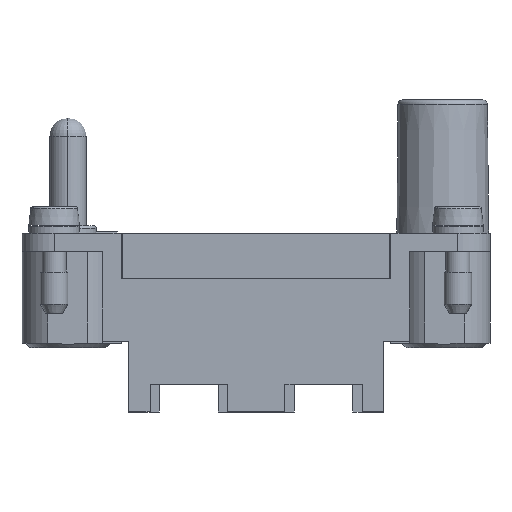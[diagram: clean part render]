
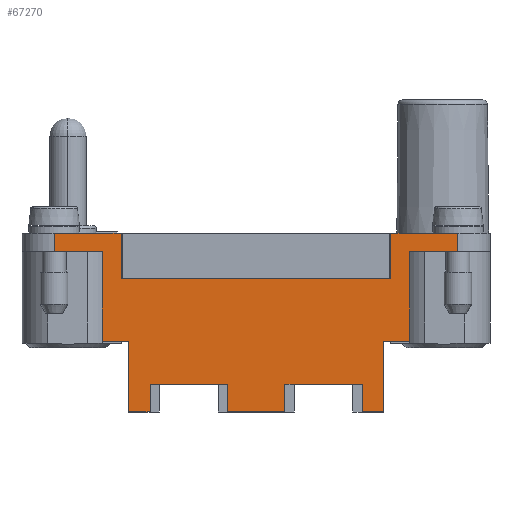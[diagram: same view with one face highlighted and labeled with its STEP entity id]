
A CAD part, front view. The second image highlights one B-rep face of the part: STEP entity #67270.
In plain terms, the highlighted face is planar.
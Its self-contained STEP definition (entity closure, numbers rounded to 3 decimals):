
#6020=CARTESIAN_POINT('',(26.648,38.557,-34.));
#6030=VERTEX_POINT('',#6020);
#6060=CARTESIAN_POINT('',(26.648,0.,-34.));
#6070=DIRECTION('',(0.,1.,0.));
#6080=VECTOR('',#6070,1.);
#6090=LINE('',#6060,#6080);
#6100=CARTESIAN_POINT('',(26.648,43.557,-34.));
#6110=VERTEX_POINT('',#6100);
#6120=EDGE_CURVE('',#6030,#6110,#6090,.T.);
#8380=CARTESIAN_POINT('',(8.788,24.057,-34.));
#8390=VERTEX_POINT('',#8380);
#8420=CARTESIAN_POINT('',(8.788,0.,-34.));
#8430=DIRECTION('',(0.,1.,0.));
#8440=VECTOR('',#8430,1.);
#8450=LINE('',#8420,#8440);
#8460=CARTESIAN_POINT('',(8.788,27.057,-34.));
#8470=VERTEX_POINT('',#8460);
#8480=EDGE_CURVE('',#8390,#8470,#8450,.T.);
#11480=CARTESIAN_POINT('',(-4.802,31.757,-34.));
#11490=VERTEX_POINT('',#11480);
#11520=CARTESIAN_POINT('',(-4.802,0.,-34.));
#11530=DIRECTION('',(0.,-1.,0.));
#11540=VECTOR('',#11530,1.);
#11550=LINE('',#11520,#11540);
#11560=CARTESIAN_POINT('',(-4.802,41.557,-34.));
#11570=VERTEX_POINT('',#11560);
#11580=EDGE_CURVE('',#11570,#11490,#11550,.T.);
#14660=CARTESIAN_POINT('',(-2.752,43.557,-34.));
#14670=VERTEX_POINT('',#14660);
#14700=CARTESIAN_POINT('',(-2.752,0.,-34.));
#14710=DIRECTION('',(0.,-1.,0.));
#14720=VECTOR('',#14710,1.);
#14730=LINE('',#14700,#14720);
#14740=CARTESIAN_POINT('',(-2.752,38.557,-34.));
#14750=VERTEX_POINT('',#14740);
#14760=EDGE_CURVE('',#14670,#14750,#14730,.T.);
#19130=CARTESIAN_POINT('',(-10.052,43.557,-34.));
#19140=VERTEX_POINT('',#19130);
#19170=CARTESIAN_POINT('',(-4.752,43.557,-34.));
#19180=DIRECTION('',(1.,0.,0.));
#19190=VECTOR('',#19180,1.);
#19200=LINE('',#19170,#19190);
#19210=EDGE_CURVE('',#19140,#14670,#19200,.T.);
#24070=CARTESIAN_POINT('',(-10.052,41.557,-34.));
#24080=VERTEX_POINT('',#24070);
#24110=CARTESIAN_POINT('',(-10.052,0.,-34.));
#24120=DIRECTION('',(0.,-1.,0.));
#24130=VECTOR('',#24120,1.);
#24140=LINE('',#24110,#24130);
#24150=EDGE_CURVE('',#19140,#24080,#24140,.T.);
#26650=CARTESIAN_POINT('',(33.948,41.557,-34.));
#26660=VERTEX_POINT('',#26650);
#26750=CARTESIAN_POINT('',(33.948,43.557,-34.));
#26760=VERTEX_POINT('',#26750);
#26790=CARTESIAN_POINT('',(33.948,0.,-34.));
#26800=DIRECTION('',(0.,-1.,0.));
#26810=VECTOR('',#26800,1.);
#26820=LINE('',#26790,#26810);
#26830=EDGE_CURVE('',#26760,#26660,#26820,.T.);
#29040=CARTESIAN_POINT('',(28.698,31.757,-34.));
#29050=VERTEX_POINT('',#29040);
#29080=CARTESIAN_POINT('',(0.,31.757,-34.));
#29090=DIRECTION('',(1.,0.,0.));
#29100=VECTOR('',#29090,1.);
#29110=LINE('',#29080,#29100);
#29120=CARTESIAN_POINT('',(25.848,31.757,-34.));
#29130=VERTEX_POINT('',#29120);
#29140=EDGE_CURVE('',#29130,#29050,#29110,.T.);
#29920=CARTESIAN_POINT('',(-1.952,0.,-34.));
#29930=DIRECTION('',(0.,1.,0.));
#29940=VECTOR('',#29930,1.);
#29950=LINE('',#29920,#29940);
#29960=CARTESIAN_POINT('',(-1.952,24.057,-34.));
#29970=VERTEX_POINT('',#29960);
#29980=CARTESIAN_POINT('',(-1.952,31.757,-34.));
#29990=VERTEX_POINT('',#29980);
#30000=EDGE_CURVE('',#29970,#29990,#29950,.T.);
#30530=CARTESIAN_POINT('',(23.488,24.057,-34.));
#30540=VERTEX_POINT('',#30530);
#30570=CARTESIAN_POINT('',(23.488,0.,-34.));
#30580=DIRECTION('',(0.,1.,0.));
#30590=VECTOR('',#30580,1.);
#30600=LINE('',#30570,#30590);
#30610=CARTESIAN_POINT('',(23.488,27.057,-34.));
#30620=VERTEX_POINT('',#30610);
#30630=EDGE_CURVE('',#30540,#30620,#30600,.T.);
#34480=CARTESIAN_POINT('',(28.698,41.557,-34.));
#34490=VERTEX_POINT('',#34480);
#34520=CARTESIAN_POINT('',(28.698,0.,-34.));
#34530=DIRECTION('',(0.,-1.,0.));
#34540=VECTOR('',#34530,1.);
#34550=LINE('',#34520,#34540);
#34560=EDGE_CURVE('',#34490,#29050,#34550,.T.);
#35450=CARTESIAN_POINT('',(0.388,27.057,-34.));
#35460=VERTEX_POINT('',#35450);
#35510=CARTESIAN_POINT('',(0.388,0.,-34.));
#35520=DIRECTION('',(0.,-1.,0.));
#35530=VECTOR('',#35520,1.);
#35540=LINE('',#35510,#35530);
#35550=CARTESIAN_POINT('',(0.388,24.057,-34.));
#35560=VERTEX_POINT('',#35550);
#35570=EDGE_CURVE('',#35460,#35560,#35540,.T.);
#36290=CARTESIAN_POINT('',(0.,38.557,-34.));
#36300=DIRECTION('',(1.,0.,0.));
#36310=VECTOR('',#36300,1.);
#36320=LINE('',#36290,#36310);
#36330=EDGE_CURVE('',#14750,#6030,#36320,.T.);
#39730=CARTESIAN_POINT('',(0.,31.757,-34.));
#39740=DIRECTION('',(1.,0.,0.));
#39750=VECTOR('',#39740,1.);
#39760=LINE('',#39730,#39750);
#39770=EDGE_CURVE('',#11490,#29990,#39760,.T.);
#40270=CARTESIAN_POINT('',(15.088,27.057,-34.));
#40280=VERTEX_POINT('',#40270);
#40330=CARTESIAN_POINT('',(15.088,0.,-34.));
#40340=DIRECTION('',(0.,-1.,0.));
#40350=VECTOR('',#40340,1.);
#40360=LINE('',#40330,#40350);
#40370=CARTESIAN_POINT('',(15.088,24.057,-34.));
#40380=VERTEX_POINT('',#40370);
#40390=EDGE_CURVE('',#40280,#40380,#40360,.T.);
#40760=CARTESIAN_POINT('',(25.848,24.057,-34.));
#40770=VERTEX_POINT('',#40760);
#40870=CARTESIAN_POINT('',(25.848,0.,-34.));
#40880=DIRECTION('',(0.,-1.,0.));
#40890=VECTOR('',#40880,1.);
#40900=LINE('',#40870,#40890);
#40910=EDGE_CURVE('',#29130,#40770,#40900,.T.);
#66560=CARTESIAN_POINT('',(68.898,44.557,-34.));
#66570=DIRECTION('',(0.,0.,-1.));
#66580=DIRECTION('',(1.,0.,0.));
#66590=AXIS2_PLACEMENT_3D('',#66560,#66570,#66580);
#66600=PLANE('',#66590);
#66610=ORIENTED_EDGE('',*,*,#11580,.F.);
#66620=ORIENTED_EDGE('',*,*,#39770,.F.);
#66630=ORIENTED_EDGE('',*,*,#30000,.T.);
#66640=CARTESIAN_POINT('',(0.,24.057,-34.));
#66650=DIRECTION('',(1.,0.,0.));
#66660=VECTOR('',#66650,1.);
#66670=LINE('',#66640,#66660);
#66680=EDGE_CURVE('',#29970,#35560,#66670,.T.);
#66690=ORIENTED_EDGE('',*,*,#66680,.F.);
#66700=ORIENTED_EDGE('',*,*,#35570,.T.);
#66710=CARTESIAN_POINT('',(0.,27.057,-34.));
#66720=DIRECTION('',(-1.,0.,0.));
#66730=VECTOR('',#66720,1.);
#66740=LINE('',#66710,#66730);
#66750=EDGE_CURVE('',#8470,#35460,#66740,.T.);
#66760=ORIENTED_EDGE('',*,*,#66750,.T.);
#66770=ORIENTED_EDGE('',*,*,#8480,.T.);
#66780=CARTESIAN_POINT('',(0.,24.057,-34.));
#66790=DIRECTION('',(1.,0.,0.));
#66800=VECTOR('',#66790,1.);
#66810=LINE('',#66780,#66800);
#66820=EDGE_CURVE('',#8390,#40380,#66810,.T.);
#66830=ORIENTED_EDGE('',*,*,#66820,.F.);
#66840=ORIENTED_EDGE('',*,*,#40390,.T.);
#66850=CARTESIAN_POINT('',(0.,27.057,-34.));
#66860=DIRECTION('',(-1.,0.,0.));
#66870=VECTOR('',#66860,1.);
#66880=LINE('',#66850,#66870);
#66890=EDGE_CURVE('',#30620,#40280,#66880,.T.);
#66900=ORIENTED_EDGE('',*,*,#66890,.T.);
#66910=ORIENTED_EDGE('',*,*,#30630,.T.);
#66920=CARTESIAN_POINT('',(0.,24.057,-34.));
#66930=DIRECTION('',(1.,0.,0.));
#66940=VECTOR('',#66930,1.);
#66950=LINE('',#66920,#66940);
#66960=EDGE_CURVE('',#30540,#40770,#66950,.T.);
#66970=ORIENTED_EDGE('',*,*,#66960,.F.);
#66980=ORIENTED_EDGE('',*,*,#40910,.T.);
#66990=ORIENTED_EDGE('',*,*,#29140,.F.);
#67000=ORIENTED_EDGE('',*,*,#34560,.T.);
#67010=CARTESIAN_POINT('',(0.,41.557,-34.));
#67020=DIRECTION('',(1.,0.,0.));
#67030=VECTOR('',#67020,1.);
#67040=LINE('',#67010,#67030);
#67050=EDGE_CURVE('',#34490,#26660,#67040,.T.);
#67060=ORIENTED_EDGE('',*,*,#67050,.F.);
#67070=ORIENTED_EDGE('',*,*,#26830,.T.);
#67080=CARTESIAN_POINT('',(0.,43.557,-34.));
#67090=DIRECTION('',(-1.,0.,0.));
#67100=VECTOR('',#67090,1.);
#67110=LINE('',#67080,#67100);
#67120=EDGE_CURVE('',#26760,#6110,#67110,.T.);
#67130=ORIENTED_EDGE('',*,*,#67120,.F.);
#67140=ORIENTED_EDGE('',*,*,#6120,.T.);
#67150=ORIENTED_EDGE('',*,*,#36330,.T.);
#67160=ORIENTED_EDGE('',*,*,#14760,.T.);
#67170=ORIENTED_EDGE('',*,*,#19210,.T.);
#67180=ORIENTED_EDGE('',*,*,#24150,.F.);
#67190=CARTESIAN_POINT('',(0.,41.557,-34.));
#67200=DIRECTION('',(-1.,0.,0.));
#67210=VECTOR('',#67200,1.);
#67220=LINE('',#67190,#67210);
#67230=EDGE_CURVE('',#11570,#24080,#67220,.T.);
#67240=ORIENTED_EDGE('',*,*,#67230,.T.);
#67250=EDGE_LOOP('',(#67240,#67180,#67170,#67160,#67150,#67140,#67130,
#67070,#67060,#67000,#66990,#66980,#66970,#66910,#66900,#66840,#66830,
#66770,#66760,#66700,#66690,#66630,#66620,#66610));
#67260=FACE_OUTER_BOUND('',#67250,.T.);
#67270=ADVANCED_FACE('',(#67260),#66600,.T.);
